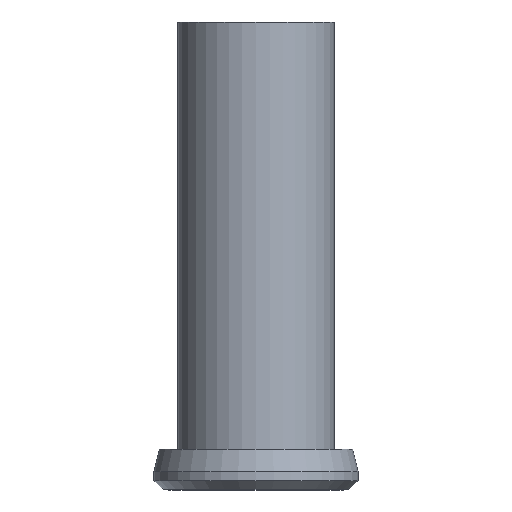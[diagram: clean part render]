
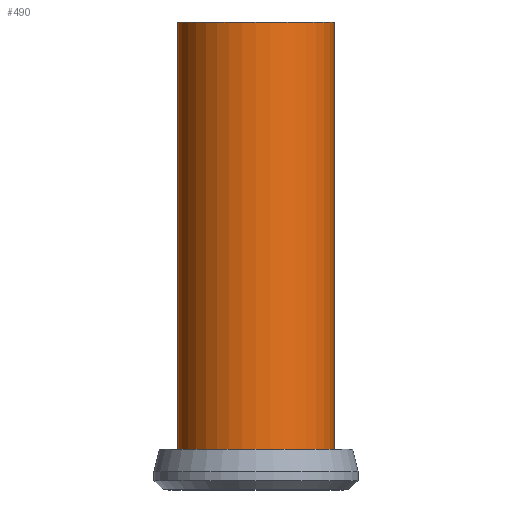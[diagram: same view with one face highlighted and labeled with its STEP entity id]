
A CAD part, left-side view. The second image highlights one B-rep face of the part: STEP entity #490.
In plain terms, the highlighted cylindrical face has radius 12.5 mm (diameter 25 mm), a partial arc.
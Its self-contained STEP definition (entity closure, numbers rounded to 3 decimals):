
#17=CARTESIAN_POINT('',(0.,0.,0.));
#18=DIRECTION('',(0.,0.,-1.));
#19=DIRECTION('',(0.,-1.,0.));
#20=AXIS2_PLACEMENT_3D('',#17,#18,#19);
#50=DIRECTION('',(0.,0.,-1.));
#51=VECTOR('',#50,68.);
#52=CARTESIAN_POINT('',(0.,-12.5,0.));
#53=LINE('',#52,#51);
#57=DIRECTION('',(0.,0.,-1.));
#58=VECTOR('',#57,68.);
#59=CARTESIAN_POINT('',(0.,12.5,0.));
#60=LINE('',#59,#58);
#88=CARTESIAN_POINT('',(0.,0.,-68.));
#89=DIRECTION('',(0.,0.,1.));
#90=DIRECTION('',(0.,1.,0.));
#91=AXIS2_PLACEMENT_3D('',#88,#89,#90);
#398=CARTESIAN_POINT('',(0.,-12.5,0.));
#399=CARTESIAN_POINT('',(0.,12.5,0.));
#400=VERTEX_POINT('',#398);
#401=VERTEX_POINT('',#399);
#406=CARTESIAN_POINT('',(0.,12.5,-68.));
#407=VERTEX_POINT('',#406);
#408=CARTESIAN_POINT('',(0.,-12.5,-68.));
#409=VERTEX_POINT('',#408);
#476=CARTESIAN_POINT('',(0.,0.,-78.225));
#477=DIRECTION('',(0.,0.,1.));
#478=DIRECTION('',(0.,1.,0.));
#479=AXIS2_PLACEMENT_3D('',#476,#477,#478);
#480=CYLINDRICAL_SURFACE('',#479,12.5);
#482=ORIENTED_EDGE('',*,*,#481,.F.);
#483=ORIENTED_EDGE('',*,*,#463,.F.);
#485=ORIENTED_EDGE('',*,*,#484,.T.);
#487=ORIENTED_EDGE('',*,*,#486,.F.);
#488=EDGE_LOOP('',(#482,#483,#485,#487));
#489=FACE_OUTER_BOUND('',#488,.F.);
#21=CIRCLE('',#20,12.5);
#92=CIRCLE('',#91,12.5);
#463=EDGE_CURVE('',#400,#401,#21,.T.);
#481=EDGE_CURVE('',#401,#407,#60,.T.);
#484=EDGE_CURVE('',#400,#409,#53,.T.);
#486=EDGE_CURVE('',#407,#409,#92,.T.);
#490=ADVANCED_FACE('',(#489),#480,.T.);
